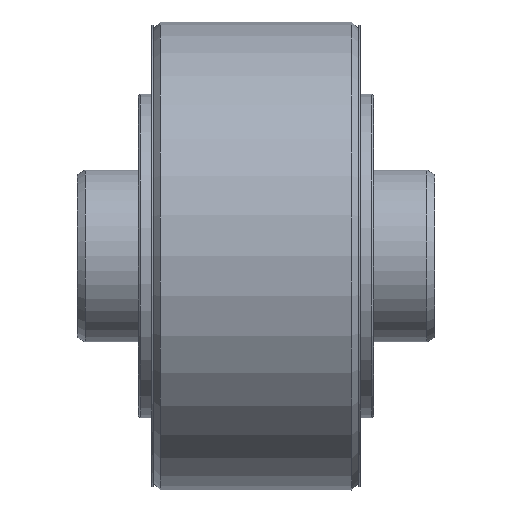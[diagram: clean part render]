
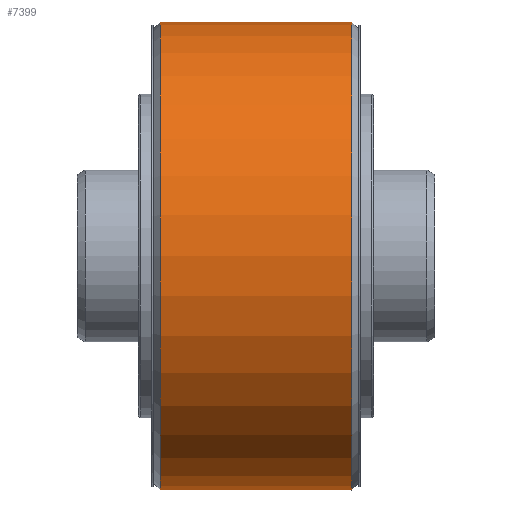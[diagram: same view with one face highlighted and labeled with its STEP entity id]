
A CAD part, top view. The second image highlights one B-rep face of the part: STEP entity #7399.
In plain terms, the highlighted cylindrical face has radius 34 mm (diameter 68 mm), a partial arc.
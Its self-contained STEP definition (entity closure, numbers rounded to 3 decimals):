
#6904=CARTESIAN_POINT('',(-13.9,0.,0.));
#6905=DIRECTION('',(1.,0.,0.));
#6906=DIRECTION('',(0.,1.,0.));
#6907=AXIS2_PLACEMENT_3D('',#6904,#6905,#6906);
#6909=CARTESIAN_POINT('',(-13.9,0.,0.));
#6910=DIRECTION('',(1.,0.,0.));
#6911=DIRECTION('',(0.,0.,1.));
#6912=AXIS2_PLACEMENT_3D('',#6909,#6910,#6911);
#6932=DIRECTION('',(-1.,0.,0.));
#6933=VECTOR('',#6932,27.8);
#6934=CARTESIAN_POINT('',(13.9,34.,0.));
#6935=LINE('',#6934,#6933);
#7020=CARTESIAN_POINT('',(13.9,0.,0.));
#7021=DIRECTION('',(-1.,0.,0.));
#7022=DIRECTION('',(0.,-1.,0.));
#7023=AXIS2_PLACEMENT_3D('',#7020,#7021,#7022);
#7025=CARTESIAN_POINT('',(13.9,0.,0.));
#7026=DIRECTION('',(-1.,0.,0.));
#7027=DIRECTION('',(0.,0.,1.));
#7028=AXIS2_PLACEMENT_3D('',#7025,#7026,#7027);
#7034=DIRECTION('',(-1.,0.,0.));
#7035=VECTOR('',#7034,27.8);
#7036=CARTESIAN_POINT('',(13.9,-34.,0.));
#7037=LINE('',#7036,#7035);
#7198=CARTESIAN_POINT('',(13.9,-34.,0.));
#7199=VERTEX_POINT('',#7198);
#7200=CARTESIAN_POINT('',(13.9,0.,34.));
#7201=CARTESIAN_POINT('',(13.9,34.,0.));
#7202=VERTEX_POINT('',#7200);
#7203=VERTEX_POINT('',#7201);
#7206=CARTESIAN_POINT('',(-13.9,34.,0.));
#7207=VERTEX_POINT('',#7206);
#7210=CARTESIAN_POINT('',(-13.9,-34.,0.));
#7211=VERTEX_POINT('',#7210);
#7212=CARTESIAN_POINT('',(-13.9,0.,34.));
#7213=VERTEX_POINT('',#7212);
#7386=CARTESIAN_POINT('',(-14.9,0.,0.));
#7387=DIRECTION('',(1.,0.,0.));
#7388=DIRECTION('',(0.,-1.,0.));
#7389=AXIS2_PLACEMENT_3D('',#7386,#7387,#7388);
#7390=CYLINDRICAL_SURFACE('',#7389,34.);
#7391=ORIENTED_EDGE('',*,*,#7380,.F.);
#7392=ORIENTED_EDGE('',*,*,#7378,.F.);
#7393=ORIENTED_EDGE('',*,*,#7305,.T.);
#7394=ORIENTED_EDGE('',*,*,#7269,.F.);
#7395=ORIENTED_EDGE('',*,*,#7267,.F.);
#7396=ORIENTED_EDGE('',*,*,#7301,.F.);
#7397=EDGE_LOOP('',(#7391,#7392,#7393,#7394,#7395,#7396));
#7398=FACE_OUTER_BOUND('',#7397,.F.);
#6908=CIRCLE('',#6907,34.);
#6913=CIRCLE('',#6912,34.);
#7024=CIRCLE('',#7023,34.);
#7029=CIRCLE('',#7028,34.);
#7267=EDGE_CURVE('',#7207,#7213,#6908,.T.);
#7269=EDGE_CURVE('',#7213,#7211,#6913,.T.);
#7301=EDGE_CURVE('',#7203,#7207,#6935,.T.);
#7305=EDGE_CURVE('',#7199,#7211,#7037,.T.);
#7378=EDGE_CURVE('',#7199,#7202,#7024,.T.);
#7380=EDGE_CURVE('',#7202,#7203,#7029,.T.);
#7399=ADVANCED_FACE('',(#7398),#7390,.T.);
